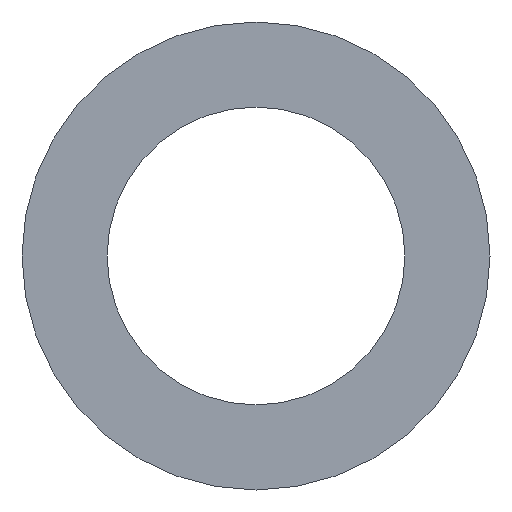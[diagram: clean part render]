
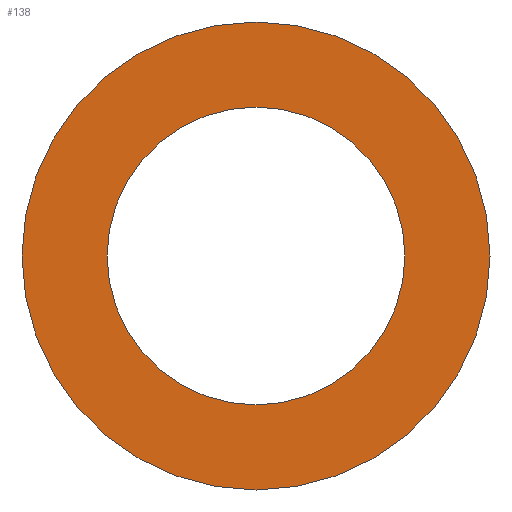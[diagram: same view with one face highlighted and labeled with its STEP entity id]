
A CAD part, left-side view. The second image highlights one B-rep face of the part: STEP entity #138.
In plain terms, the highlighted planar face has unit normal (-1, 0, 0).
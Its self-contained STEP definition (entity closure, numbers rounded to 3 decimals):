
#16=FACE_BOUND('',#48,.T.);
#18=PLANE('',#183);
#38=FACE_OUTER_BOUND('',#47,.T.);
#47=EDGE_LOOP('',(#127));
#48=EDGE_LOOP('',(#128));
#60=CIRCLE('',#178,27.5);
#62=CIRCLE('',#182,17.5);
#72=VERTEX_POINT('',#262);
#74=VERTEX_POINT('',#269);
#89=EDGE_CURVE('',#72,#72,#60,.T.);
#92=EDGE_CURVE('',#74,#74,#62,.T.);
#127=ORIENTED_EDGE('',*,*,#89,.F.);
#128=ORIENTED_EDGE('',*,*,#92,.T.);
#138=ADVANCED_FACE('',(#38,#16),#18,.T.);
#178=AXIS2_PLACEMENT_3D('',#264,#221,#222);
#182=AXIS2_PLACEMENT_3D('',#271,#230,#231);
#183=AXIS2_PLACEMENT_3D('',#272,#232,#233);
#221=DIRECTION('center_axis',(1.,0.,0.));
#222=DIRECTION('ref_axis',(0.,0.,-1.));
#230=DIRECTION('center_axis',(1.,0.,0.));
#231=DIRECTION('ref_axis',(0.,0.,-1.));
#232=DIRECTION('center_axis',(-1.,0.,0.));
#233=DIRECTION('ref_axis',(0.,0.,1.));
#262=CARTESIAN_POINT('',(0.,-27.5,0.));
#264=CARTESIAN_POINT('Origin',(0.,0.,0.));
#269=CARTESIAN_POINT('',(0.,-17.5,0.));
#271=CARTESIAN_POINT('Origin',(0.,0.,0.));
#272=CARTESIAN_POINT('Origin',(0.,27.5,0.));
